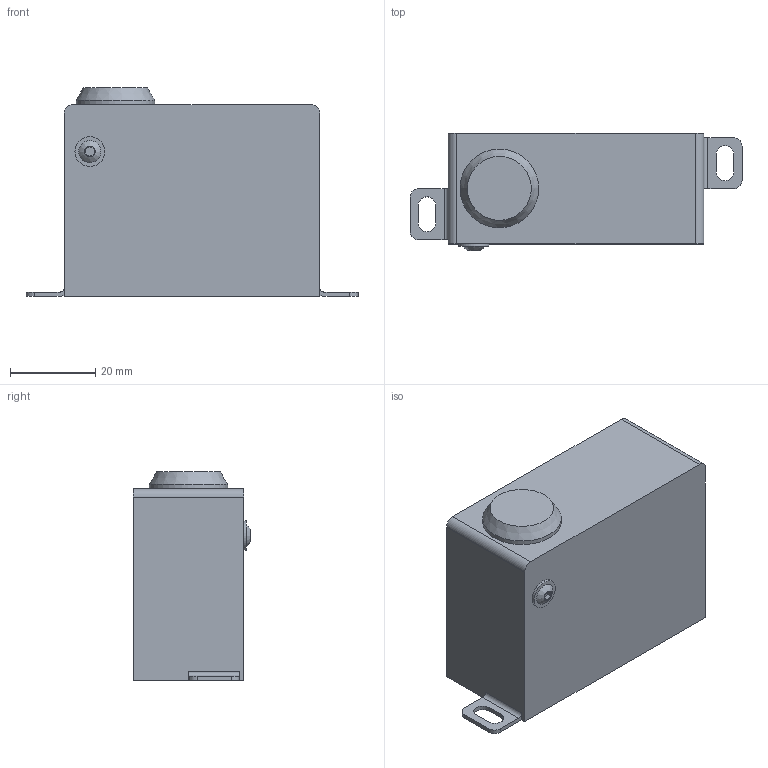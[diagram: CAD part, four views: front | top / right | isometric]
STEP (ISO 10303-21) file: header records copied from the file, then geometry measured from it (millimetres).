
FILE_DESCRIPTION( ( 'STEP AP214' ), '1' );
FILE_NAME( 'UCP04.step', '2020-11-19T06:51:11', ( ' ' ), ( ' ' ), 'XStep 1.0', ' ', ' ' );
FILE_SCHEMA( ( 'automotive_design' ) );
Length unit declared in the file: millimetre
Products named in the file (1): 1
Bounding box: 78 x 27.65 x 49 mm (x, y, z)
Volume: 10019.2 mm3; surface area: 18530.8 mm2
Topology: 1 solids, 1 shells, 58 faces, 152 edges, 100 vertices
Faces by surface type: plane 38, cylinder 18, cone 1, bspline 1
Full cylindrical faces by diameter (mm): 7 x1, 18.5 x1
Entity records: 2269 total; most frequent: CARTESIAN_POINT 332, DIRECTION 306, ORIENTED_EDGE 294, EDGE_CURVE 147, LINE 104, VECTOR 104, AXIS2_PLACEMENT_3D 101, VERTEX_POINT 99
